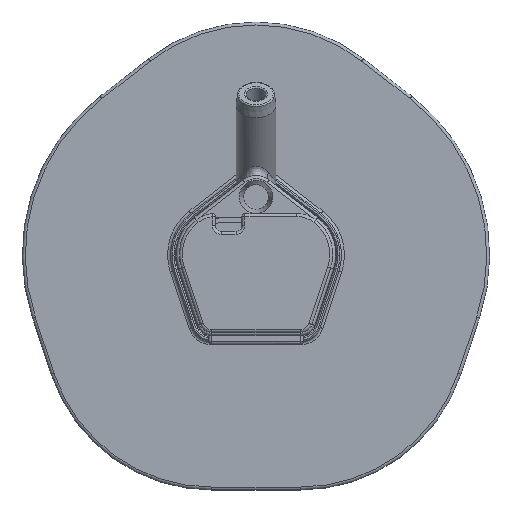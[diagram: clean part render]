
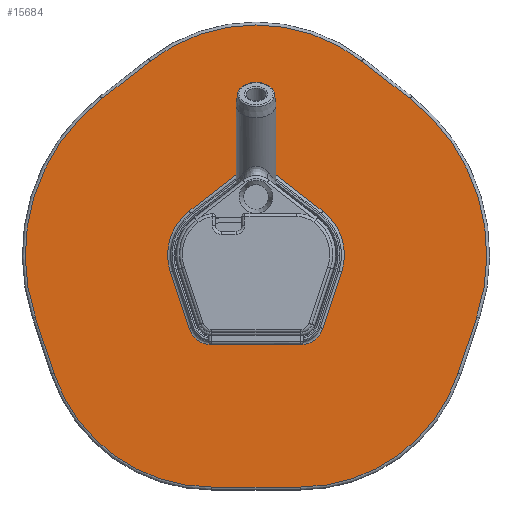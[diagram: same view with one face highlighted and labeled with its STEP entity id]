
A CAD part, top view. The second image highlights one B-rep face of the part: STEP entity #15684.
In plain terms, the highlighted planar face has unit normal (0, 0, 1).
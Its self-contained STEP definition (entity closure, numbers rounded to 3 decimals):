
#353=FACE_BOUND('',#3258,.T.);
#1054=CIRCLE('',#17447,55.95);
#1058=CIRCLE('',#17453,66.55);
#1062=CIRCLE('',#17459,58.1);
#1066=CIRCLE('',#17465,66.55);
#1069=CIRCLE('',#17470,55.95);
#1070=CIRCLE('',#17475,18.55);
#1071=CIRCLE('',#17476,10.1);
#1072=CIRCLE('',#17477,18.55);
#1073=CIRCLE('',#17478,7.95);
#1074=CIRCLE('',#17479,7.95);
#2300=FACE_OUTER_BOUND('',#3257,.T.);
#3257=EDGE_LOOP('',(#14129,#14130,#14131,#14132,#14133,#14134,#14135,#14136,
#14137,#14138));
#3258=EDGE_LOOP('',(#14139,#14140,#14141,#14142,#14143,#14144,#14145,#14146,
#14147,#14148));
#4760=LINE('',#27496,#6267);
#4762=LINE('',#27506,#6269);
#4764=LINE('',#27518,#6271);
#4766=LINE('',#27529,#6273);
#4767=LINE('',#27535,#6274);
#4770=LINE('',#27543,#6277);
#4771=LINE('',#27547,#6278);
#4772=LINE('',#27551,#6279);
#4773=LINE('',#27555,#6280);
#4774=LINE('',#27559,#6281);
#6267=VECTOR('',#22123,10.);
#6269=VECTOR('',#22135,10.);
#6271=VECTOR('',#22149,10.);
#6273=VECTOR('',#22163,10.);
#6274=VECTOR('',#22172,10.);
#6277=VECTOR('',#22181,10.);
#6278=VECTOR('',#22184,10.);
#6279=VECTOR('',#22187,10.);
#6280=VECTOR('',#22190,10.);
#6281=VECTOR('',#22193,10.);
#7634=VERTEX_POINT('',#27488);
#7635=VERTEX_POINT('',#27490);
#7636=VERTEX_POINT('',#27494);
#7637=VERTEX_POINT('',#27498);
#7638=VERTEX_POINT('',#27502);
#7640=VERTEX_POINT('',#27508);
#7642=VERTEX_POINT('',#27514);
#7644=VERTEX_POINT('',#27520);
#7646=VERTEX_POINT('',#27526);
#7647=VERTEX_POINT('',#27531);
#7648=VERTEX_POINT('',#27541);
#7649=VERTEX_POINT('',#27542);
#7650=VERTEX_POINT('',#27544);
#7651=VERTEX_POINT('',#27546);
#7652=VERTEX_POINT('',#27548);
#7653=VERTEX_POINT('',#27550);
#7654=VERTEX_POINT('',#27552);
#7655=VERTEX_POINT('',#27554);
#7656=VERTEX_POINT('',#27556);
#7657=VERTEX_POINT('',#27558);
#9795=EDGE_CURVE('',#7634,#7635,#1054,.T.);
#9798=EDGE_CURVE('',#7635,#7636,#4760,.T.);
#9800=EDGE_CURVE('',#7636,#7637,#1058,.T.);
#9803=EDGE_CURVE('',#7637,#7638,#4762,.T.);
#9806=EDGE_CURVE('',#7638,#7640,#1062,.T.);
#9809=EDGE_CURVE('',#7640,#7642,#4764,.T.);
#9812=EDGE_CURVE('',#7642,#7644,#1066,.T.);
#9815=EDGE_CURVE('',#7644,#7646,#4766,.T.);
#9817=EDGE_CURVE('',#7646,#7647,#1069,.T.);
#9818=EDGE_CURVE('',#7647,#7634,#4767,.T.);
#9821=EDGE_CURVE('',#7648,#7649,#4770,.T.);
#9822=EDGE_CURVE('',#7650,#7648,#1070,.T.);
#9823=EDGE_CURVE('',#7651,#7650,#4771,.T.);
#9824=EDGE_CURVE('',#7652,#7651,#1071,.T.);
#9825=EDGE_CURVE('',#7653,#7652,#4772,.T.);
#9826=EDGE_CURVE('',#7654,#7653,#1072,.T.);
#9827=EDGE_CURVE('',#7655,#7654,#4773,.T.);
#9828=EDGE_CURVE('',#7656,#7655,#1073,.T.);
#9829=EDGE_CURVE('',#7657,#7656,#4774,.T.);
#9830=EDGE_CURVE('',#7649,#7657,#1074,.T.);
#14129=ORIENTED_EDGE('',*,*,#9795,.F.);
#14130=ORIENTED_EDGE('',*,*,#9818,.F.);
#14131=ORIENTED_EDGE('',*,*,#9817,.F.);
#14132=ORIENTED_EDGE('',*,*,#9815,.F.);
#14133=ORIENTED_EDGE('',*,*,#9812,.F.);
#14134=ORIENTED_EDGE('',*,*,#9809,.F.);
#14135=ORIENTED_EDGE('',*,*,#9806,.F.);
#14136=ORIENTED_EDGE('',*,*,#9803,.F.);
#14137=ORIENTED_EDGE('',*,*,#9800,.F.);
#14138=ORIENTED_EDGE('',*,*,#9798,.F.);
#14139=ORIENTED_EDGE('',*,*,#9821,.F.);
#14140=ORIENTED_EDGE('',*,*,#9822,.F.);
#14141=ORIENTED_EDGE('',*,*,#9823,.F.);
#14142=ORIENTED_EDGE('',*,*,#9824,.F.);
#14143=ORIENTED_EDGE('',*,*,#9825,.F.);
#14144=ORIENTED_EDGE('',*,*,#9826,.F.);
#14145=ORIENTED_EDGE('',*,*,#9827,.F.);
#14146=ORIENTED_EDGE('',*,*,#9828,.F.);
#14147=ORIENTED_EDGE('',*,*,#9829,.F.);
#14148=ORIENTED_EDGE('',*,*,#9830,.F.);
#14767=PLANE('',#17474);
#15684=ADVANCED_FACE('',(#2300,#353),#14767,.F.);
#17447=AXIS2_PLACEMENT_3D('',#27491,#22115,#22116);
#17453=AXIS2_PLACEMENT_3D('',#27500,#22128,#22129);
#17459=AXIS2_PLACEMENT_3D('',#27512,#22142,#22143);
#17465=AXIS2_PLACEMENT_3D('',#27524,#22156,#22157);
#17470=AXIS2_PLACEMENT_3D('',#27533,#22168,#22169);
#17474=AXIS2_PLACEMENT_3D('',#27540,#22179,#22180);
#17475=AXIS2_PLACEMENT_3D('',#27545,#22182,#22183);
#17476=AXIS2_PLACEMENT_3D('',#27549,#22185,#22186);
#17477=AXIS2_PLACEMENT_3D('',#27553,#22188,#22189);
#17478=AXIS2_PLACEMENT_3D('',#27557,#22191,#22192);
#17479=AXIS2_PLACEMENT_3D('',#27560,#22194,#22195);
#22115=DIRECTION('center_axis',(0.,0.,-1.));
#22116=DIRECTION('ref_axis',(-0.585,-0.811,0.));
#22123=DIRECTION('',(-0.315,0.949,0.));
#22128=DIRECTION('center_axis',(0.,0.,-1.));
#22129=DIRECTION('ref_axis',(-0.957,0.291,0.));
#22135=DIRECTION('',(0.791,0.612,0.));
#22142=DIRECTION('center_axis',(0.,0.,-1.));
#22143=DIRECTION('ref_axis',(0.,1.,0.));
#22149=DIRECTION('',(0.791,-0.612,0.));
#22156=DIRECTION('center_axis',(0.,0.,-1.));
#22157=DIRECTION('ref_axis',(0.957,0.291,0.));
#22163=DIRECTION('',(-0.315,-0.949,0.));
#22168=DIRECTION('center_axis',(0.,0.,-1.));
#22169=DIRECTION('ref_axis',(0.585,-0.811,0.));
#22172=DIRECTION('',(-1.,0.,0.));
#22179=DIRECTION('center_axis',(0.,0.,-1.));
#22180=DIRECTION('ref_axis',(1.,0.,0.));
#22181=DIRECTION('',(0.315,-0.949,0.));
#22182=DIRECTION('center_axis',(0.,0.,1.));
#22183=DIRECTION('ref_axis',(-0.957,0.291,0.));
#22184=DIRECTION('',(-0.791,-0.612,0.));
#22185=DIRECTION('center_axis',(0.,0.,1.));
#22186=DIRECTION('ref_axis',(0.,1.,0.));
#22187=DIRECTION('',(-0.791,0.612,0.));
#22188=DIRECTION('center_axis',(0.,0.,1.));
#22189=DIRECTION('ref_axis',(0.957,0.291,0.));
#22190=DIRECTION('',(0.315,0.949,0.));
#22191=DIRECTION('center_axis',(0.,0.,1.));
#22192=DIRECTION('ref_axis',(0.585,-0.811,0.));
#22193=DIRECTION('',(1.,0.,0.));
#22194=DIRECTION('center_axis',(0.,0.,1.));
#22195=DIRECTION('ref_axis',(-0.585,-0.811,0.));
#27488=CARTESIAN_POINT('',(-3.75,-78.29,-7.));
#27490=CARTESIAN_POINT('',(-56.848,-39.974,-7.));
#27491=CARTESIAN_POINT('Origin',(-3.75,-22.34,-7.));
#27494=CARTESIAN_POINT('',(-63.158,-20.976,-7.));
#27496=CARTESIAN_POINT('',(-59.385,-32.335,-7.));
#27498=CARTESIAN_POINT('',(-40.748,52.617,-7.));
#27500=CARTESIAN_POINT('Origin',(0.,0.,
-7.));
#27502=CARTESIAN_POINT('',(-24.324,65.336,-7.));
#27506=CARTESIAN_POINT('',(-37.327,55.266,-7.));
#27508=CARTESIAN_POINT('',(46.824,65.336,-7.));
#27512=CARTESIAN_POINT('Origin',(11.25,19.4,-7.));
#27514=CARTESIAN_POINT('',(63.248,52.617,-7.));
#27518=CARTESIAN_POINT('',(51.615,61.625,-7.));
#27520=CARTESIAN_POINT('',(85.658,-20.976,-7.));
#27524=CARTESIAN_POINT('Origin',(22.5,0.,-7.));
#27526=CARTESIAN_POINT('',(79.348,-39.974,-7.));
#27529=CARTESIAN_POINT('',(85.04,-22.836,-7.));
#27531=CARTESIAN_POINT('',(26.25,-78.29,-7.));
#27533=CARTESIAN_POINT('Origin',(26.25,-22.34,-7.));
#27535=CARTESIAN_POINT('',(18.75,-78.29,-7.));
#27540=CARTESIAN_POINT('Origin',(11.25,-0.395,-7.));
#27541=CARTESIAN_POINT('',(-17.605,-5.847,-7.));
#27542=CARTESIAN_POINT('',(-11.295,-24.845,-7.));
#27543=CARTESIAN_POINT('',(-13.832,-17.206,-7.));
#27544=CARTESIAN_POINT('',(-11.358,14.666,-7.));
#27545=CARTESIAN_POINT('Origin',(0.,0.,
-7.));
#27546=CARTESIAN_POINT('',(5.066,27.385,-7.));
#27547=CARTESIAN_POINT('',(-7.937,17.315,-7.));
#27548=CARTESIAN_POINT('',(17.434,27.385,-7.));
#27549=CARTESIAN_POINT('Origin',(11.25,19.4,-7.));
#27550=CARTESIAN_POINT('',(33.858,14.666,-7.));
#27551=CARTESIAN_POINT('',(22.225,23.675,-7.));
#27552=CARTESIAN_POINT('',(40.105,-5.847,-7.));
#27553=CARTESIAN_POINT('Origin',(22.5,0.,-7.));
#27554=CARTESIAN_POINT('',(33.795,-24.845,-7.));
#27555=CARTESIAN_POINT('',(39.487,-7.707,-7.));
#27556=CARTESIAN_POINT('',(26.25,-30.29,-7.));
#27557=CARTESIAN_POINT('Origin',(26.25,-22.34,-7.));
#27558=CARTESIAN_POINT('',(-3.75,-30.29,-7.));
#27559=CARTESIAN_POINT('',(18.75,-30.29,-7.));
#27560=CARTESIAN_POINT('Origin',(-3.75,-22.34,-7.));
